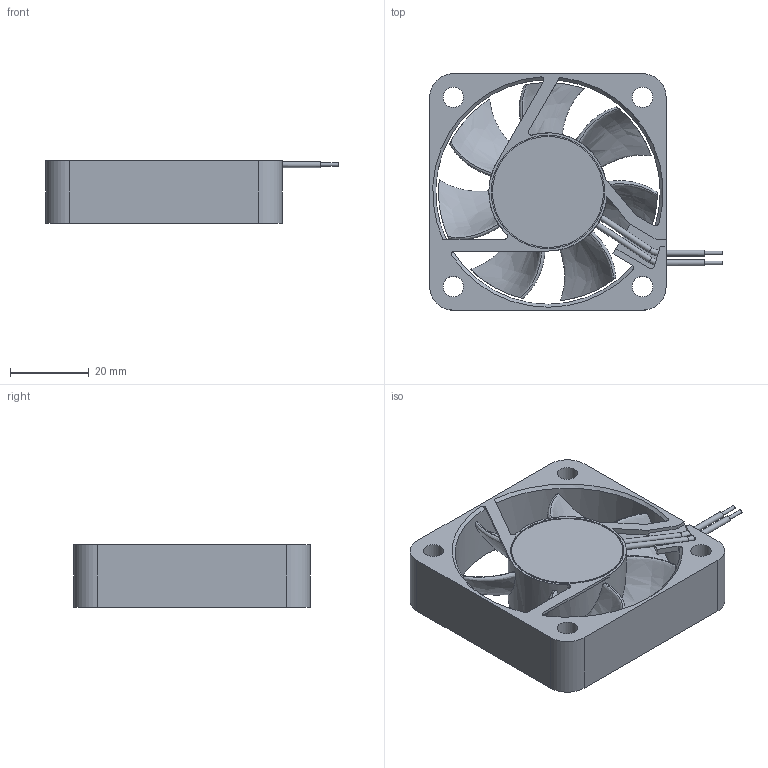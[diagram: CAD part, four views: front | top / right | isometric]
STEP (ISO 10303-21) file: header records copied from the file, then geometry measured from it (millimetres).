
FILE_DESCRIPTION(/* description */ ('STEP AP214'),/* implementation_level */ '2;1');
FILE_NAME(/* name */ '40x40x10 DC Fan.step',/* time_stamp */ '2025-08-04T22:59:28+05:30',/* author */ (''),/* organization */ (''),/* preprocessor_version */ 'ST-DEVELOPER v20.1',/* originating_system */ 'Autodesk Translation Framework v14.10.0.0',/* authorisation */ '');
FILE_SCHEMA (('AUTOMOTIVE_DESIGN { 1 0 10303 214 3 1 1 }'));
Length unit declared in the file: millimetre
Products named in the file (1): 2025-08-04-22-59-27-750
Bounding box: 74.24 x 60 x 15.75 mm (x, y, z)
Volume: 28488.6 mm3; surface area: 16140.6 mm2
Topology: 1 solids, 1 shells, 94 faces, 266 edges, 175 vertices
Faces by surface type: plane 41, cylinder 32, bspline 14, cone 4, torus 3
Full cylindrical faces by diameter (mm): 0.9 x2, 1.5 x4, 5.175 x4, 28.2 x1, 28.8 x1, 30 x1, 57 x1
Entity records: 9272 total; most frequent: CARTESIAN_POINT 6763, ORIENTED_EDGE 532, DIRECTION 469, EDGE_CURVE 266, VERTEX_POINT 175, AXIS2_PLACEMENT_3D 175, LINE 119, VECTOR 119
